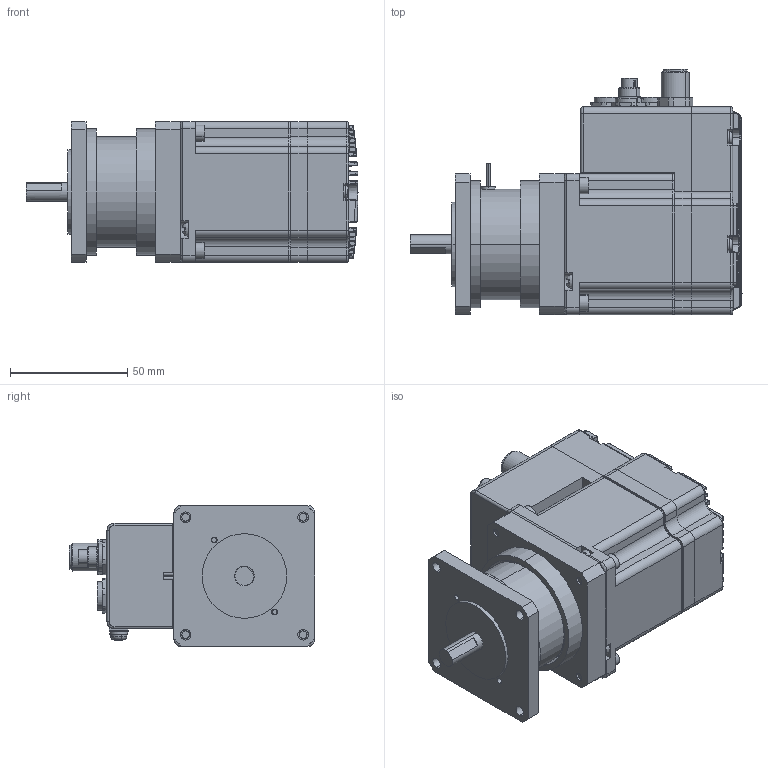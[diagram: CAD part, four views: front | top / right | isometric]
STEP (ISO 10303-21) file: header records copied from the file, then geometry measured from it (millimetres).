
FILE_DESCRIPTION (( 'STEP AP203' ), '1' );
FILE_NAME ('P11A-MO-060-01-R01.STEP', '2020-04-27T02:25:35', ( '' ), ( '' ), 'SwSTEP 2.0', 'SolidWorks 2018', '' );
FILE_SCHEMA (( 'CONFIG_CONTROL_DESIGN' ));
Length unit declared in the file: millimetre
Products named in the file (28): 20R-JMCS-G-B-TF(NSA); M119-EC-060-01-R00; KMG; 09-0408-30-03(鱔褐)-1; 60EC-PCB1-01; 目池磐-家南-4P(傈盔)_荐 (09-0411-30-04)-1; 791091003; socket head cap screw_ks_KS 1003 - M4 x 16 x 16-N; P11A-MO-060-01-R01; 60EC-PCB2-01; 42EC-PCB3-01; sams; 09-0408-30-03(鱔褐)-2; pan cross head_ks_KS 1023 PC- M3 x 20-N; 86_1031_1100_00012-1; spring lock washer_2_jis_JIS B 1251 No.2 4; BXW-02-10-53_3D; M117-MO-060-01-R00; 877600816; 56EC-PCB3-01; small circular plain washer_jis_JIS B 1256 Small circular 4; 86_1031_1100_00012-2; pan cross head_ks_KS 1023 PC- M3 x 25-N; 20PS-JMCS-G-1B-TF(N); M119-EC-060-02-R02; M119-EC-042-03-R00; 目池磐-家南-4P(傈盔)_荐 (09-0411-30-04)-2; pan cross head_ks_KS 1023 PC- M4 x 6-N
Assembly tree (39 placements, depth 3):
  P11A-MO-060-01-R01
    M117-MO-060-01-R00
    60EC-PCB1-01
    pan cross head_ks_KS 1023 PC- M3 x 20-N  x2
    pan cross head_ks_KS 1023 PC- M3 x 25-N  x3
    KMG
    M119-EC-060-01-R00
    M119-EC-060-02-R02
    M119-EC-042-03-R00
    09-0408-30-03(鱔褐)-1  x2
    09-0408-30-03(鱔褐)-2  x2
    目池磐-家南-4P(傈盔)_荐 (09-0411-30-04)-1
    目池磐-家南-4P(傈盔)_荐 (09-0411-30-04)-2
    86_1031_1100_00012-1
    86_1031_1100_00012-2
    42EC-PCB3-01
    56EC-PCB3-01
    60EC-PCB2-01
    877600816  x2
    20PS-JMCS-G-1B-TF(N)  x2
    20R-JMCS-G-B-TF(NSA)  x2
    791091003  x2
    BXW-02-10-53_3D
    socket head cap screw_ks_KS 1003 - M4 x 16 x 16-N  x4
    sams
      small circular plain washer_jis_JIS B 1256 Small circular 4
      spring lock washer_2_jis_JIS B 1251 No.2 4
      pan cross head_ks_KS 1023 PC- M4 x 6-N
Bounding box: 141.3 x 104.6 x 60 mm (x, y, z)
Volume: 338349.2 mm3; surface area: 138088.4 mm2
Topology: 40 solids, 52 shells, 5414 faces, 14091 edges, 8930 vertices
Faces by surface type: plane 3166, cylinder 1388, bspline 372, cone 334, torus 84, sphere 70
Entity records: 129363 total; most frequent: CARTESIAN_POINT 32902, ORIENTED_EDGE 19788, DIRECTION 19048, EDGE_CURVE 9894, AXIS2_PLACEMENT_3D 6439, VERTEX_POINT 6283, VECTOR 6170, LINE 6170
